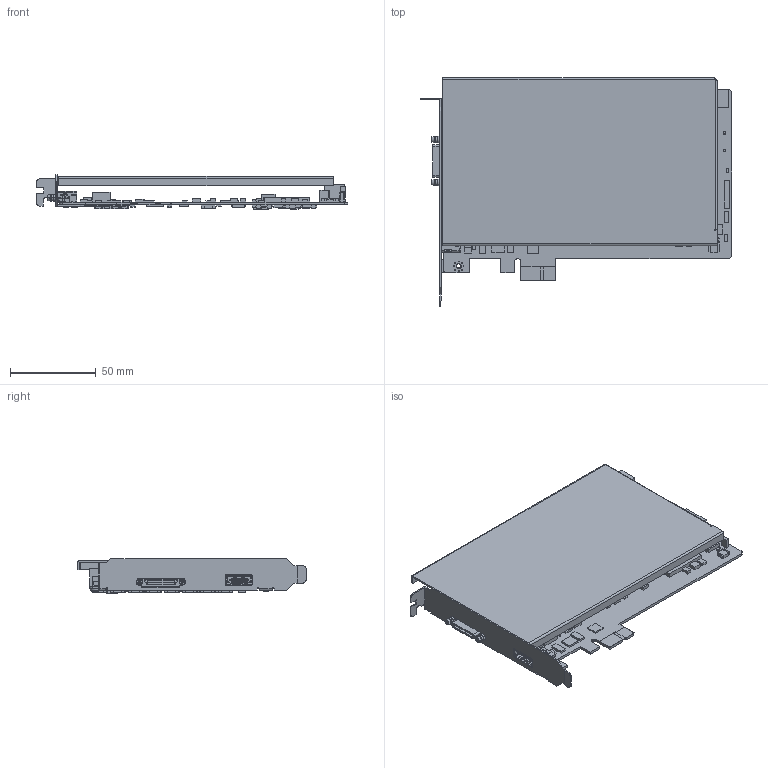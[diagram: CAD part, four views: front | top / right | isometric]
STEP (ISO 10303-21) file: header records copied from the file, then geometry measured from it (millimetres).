
FILE_DESCRIPTION (( 'STEP AP203' ), '1' );
FILE_NAME ('PCIE-1802-201218.STEP', '2020-12-18T06:44:17', ( '' ), ( '' ), 'SwSTEP 2.0', 'SolidWorks 2018', '' );
FILE_SCHEMA (( 'CONFIG_CONTROL_DESIGN' ));
Length unit declared in the file: millimetre
Products named in the file (77): SOIC_8P_50_193X236_141002499101.STEP; QFN_8P_20_118X118_TP94X65_141002480001.STEP; PCIE-1802-201218; SOT23_6P_1310004444.STEP; C12061_110000032401.STEP; SOIC_8P_26_118X193_TP69X56_141002543801.STEP; C_2P_127_138X110_110000883501.STEP; FUSE0805_1290000036.STEP; 1654011625-01__q_.STEP; BGA_484P_39_906X906_141002282301.STEP; R1210_100000892901.STEP; C1206_H63_110000875901.STEP; SOIC_14P_26_197X252_1410000228.STEP; L_4P_113_126X106_121200284501.STEP; SOIC_28P_26_382X252_141002292401.STEP; SOIC_8P_50_193X236_141002486901.STEP; SOT23_5P_H39_1410021516.STEP; HD_2X1P_79_H224_D_1653000125.STEP; SOIC_10P_20_118X193_141002422901.STEP; C_2P_114_138X118_110000831301.STEP; JT_1P_1659200200.STEP; INDUCTOR_2P_167_177X169_1211003220.STEP; JT_1P_1659200300.STEP; C0805_1100006895.STEP; SC70_5P_1410020882.STEP; L0805_1211100101.STEP; DIODE_2P_130_138X63_1300000517.STEP; RELAYIM01GR_1750000284.STEP; SOIC_8P_50_193X236_1410020911.STEP; L_2P_126_150X157_121100494901.STEP; INDUCTOR_2P_163_224X236_1211000065.STEP; HD_3X1P_79_D_1653003101.STEP; SOIC_14P_26_197X252_141002544201.STEP; RELAY_LT2193_175000739601.STEP; QFN_20P_26_197X197_TP12V9_131000515101.STEP; OSC4SD_1233000397.STEP; SOIC_14P_26_197X252_1410003065.STEP; cover for PCIE-1802; SOIC_16P_26_197X252_TP_1410006440.STEP; SOIC_8P_50_193X236_TP130X95_141002485401.STEP ...
Assembly tree (379 placements, depth 3):
  PCIE-1802-201218
    PCIE-1802-180417.STEP
      st_20180411_1435_2511561.STEP
      BGA_484P_39_906X906_141002282301.STEP
      BB_30X2P_ERF5030070LDV_165401155301.STEP  x2
      QFN_32P_20_197X197_TP136V12_141002464001.STEP
      GFPCIEXPSX1_0040000018.STEP
      QFN_20P_26_197X197_TP12V9_131000515201.STEP  x2
      QFN_20P_26_197X197_TP12V9_131000515101.STEP
      SOIC_28P_26_402X307_141002463901.STEP
      SOIC_16P_26_197X252_TP_1410006440.STEP
      SOIC_16P_50_390X236_141002363401.STEP
      SOIC_14P_26_197X252_1410003065.STEP  x12
      SOIC_14P_26_197X252_1410000228.STEP  x2
      SOIC_14P_26_197X252_141002544201.STEP  x2
      SOIC_10P_20_118X193_141002422901.STEP
      QFN_8P_20_118X118_TP94X65_141002480001.STEP  x8
      SOIC_8P_26_118X193_TP69X56_131000514201.STEP
      SOIC_8P_26_118X193_TP69X56_141002543801.STEP  x8
      SOIC_8P_50_193X236_TP130X95_141002485401.STEP
      RELAYIM01GR_1750000284.STEP  x8
      SOIC_8P_50_193X236_1410020911.STEP
      SOIC_8P_50_193X236_141002499101.STEP
      SOIC_8P_50_193X236_141002486901.STEP  x8
      SW_4X2P_100_461X382_RA_D_1600000237.STEP
      SOIC_8P_50_208X311_1410022406.STEP
      SOIC_8P_26_118X252_1410021690.STEP  x2
      SOIC_8P_26_118X252_141002463801.STEP
      SOIC_8P_26_118X252_1410006401.STEP
      SOT23_6P_H57_1300000373.STEP  x3
      SOT23_6P_1310004444.STEP  x2
      HD_6X1P_100_D_1653006100.STEP
      SOT23_5P_H39_1410021516.STEP
      SC70_5P_1410020882.STEP  x9
      SOT23_5P_141002485301.STEP
      SOT23_5P_141002485501.STEP  x2
      RELAY_LT2193_175000739601.STEP  x40
      L_4P_113_126X106_121200284501.STEP  x4
      SOT89_14S3790510.STEP
      OSC4SD_1233000397.STEP
      SOT23_131570021004.STEP  x32
      HD_3X1P_79_D_1653003101.STEP
      C12061_110000032401.STEP
      C12061_1100006708.STEP
      C12061_110000847801.STEP  x2
      C12061_1100005026.STEP  x5
      C0805_1100006895.STEP  x2
      C0805_1100005967.STEP  x4
      C1206_H63_110000875901.STEP
      DIODE_2P_130_138X63_1302005140.STEP
      DIODE_2P_130_138X63_1300003953.STEP  x2
      DIODE_2P_130_138X63_1300000517.STEP
      DIODE_2P_146_106X61_1301054040.STEP  x3
      L0805_1211100101.STEP  x2
      R1210_100000892901.STEP  x40
      C_2P_114_138X118_110000831301.STEP  x20
      C1210_H110_1100005630.STEP  x16
      C1812_H106_110000083001.STEP  x5
      HD_2X1P_79_H224_D_1653000125.STEP
      DIODE_2P_65_61X35_1300000158.STEP  x8
Bounding box: 181.07 x 132.82 x 20.32 mm (x, y, z)
Volume: 69317.7 mm3; surface area: 110942.7 mm2
Topology: 393 solids, 395 shells, 4933 faces, 12105 edges, 8016 vertices
Faces by surface type: plane 4324, cylinder 579, torus 20, cone 8, bspline 2
Entity records: 91450 total; most frequent: CARTESIAN_POINT 13229, DIRECTION 12973, ORIENTED_EDGE 12514, EDGE_CURVE 6257, LINE 4981, VECTOR 4981, VERTEX_POINT 4120, AXIS2_PLACEMENT_3D 3996
